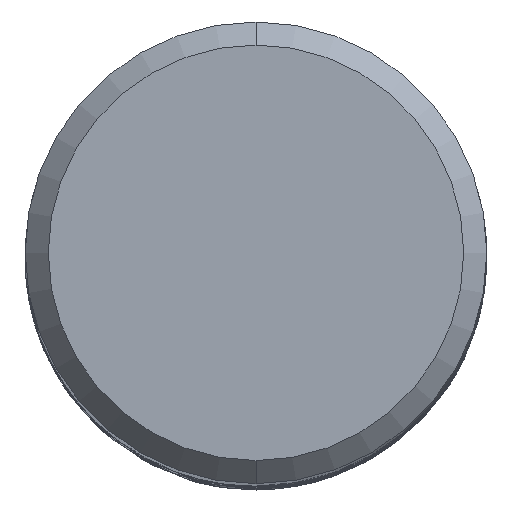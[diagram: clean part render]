
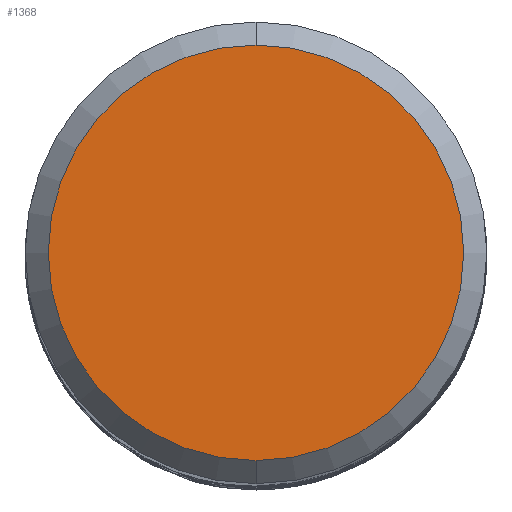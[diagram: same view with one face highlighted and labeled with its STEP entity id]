
A CAD part, top view. The second image highlights one B-rep face of the part: STEP entity #1368.
In plain terms, the highlighted planar face has unit normal (0, 0, 1).
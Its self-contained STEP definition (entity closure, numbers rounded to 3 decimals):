
#688=VERTEX_POINT('',#1840);
#806=EDGE_CURVE('',#688,#1640,#1970,.T.);
#998=EDGE_CURVE('',#1640,#688,#2181,.T.);
#1368=ADVANCED_FACE('',(#2582),#2583,.T.);
#1640=VERTEX_POINT('',#2877);
#1840=CARTESIAN_POINT('',(0.,-9.0,0.0));
#1970=CIRCLE('',#6697,9.0);
#2181=CIRCLE('',#9851,9.0);
#2582=FACE_OUTER_BOUND('',#15854,.T.);
#2583=PLANE('',#15855);
#2877=CARTESIAN_POINT('',(0.0,9.0,0.0));
#6697=AXIS2_PLACEMENT_3D('',#21036,#21037,#21038);
#9851=AXIS2_PLACEMENT_3D('',#21352,#21353,#21354);
#15854=EDGE_LOOP('',(#21719,#21720));
#15855=AXIS2_PLACEMENT_3D('',#21721,#21722,#21723);
#21036=CARTESIAN_POINT('',(0.0,0.0,0.0));
#21037=DIRECTION('',(0.0,0.0,-1.0));
#21038=DIRECTION('',(0.0,1.0,0.0));
#21352=CARTESIAN_POINT('',(0.0,0.0,0.0));
#21353=DIRECTION('',(0.0,0.0,-1.0));
#21354=DIRECTION('',(0.0,1.0,0.0));
#21719=ORIENTED_EDGE('',*,*,#998,.F.);
#21720=ORIENTED_EDGE('',*,*,#806,.F.);
#21721=CARTESIAN_POINT('',(0.0,4.5,0.0));
#21722=DIRECTION('',(-0.0,0.0,1.0));
#21723=DIRECTION('',(0.0,-1.0,0.0));
